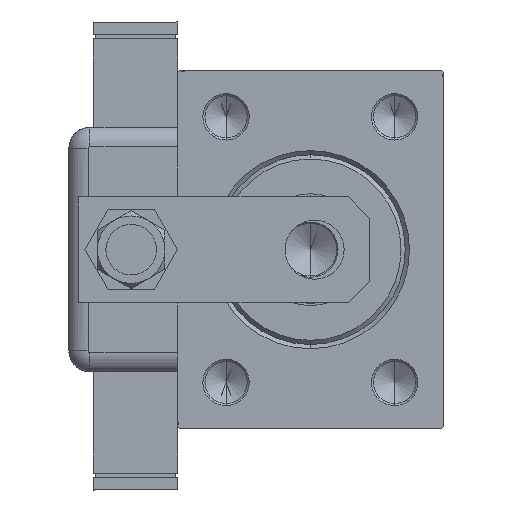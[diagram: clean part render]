
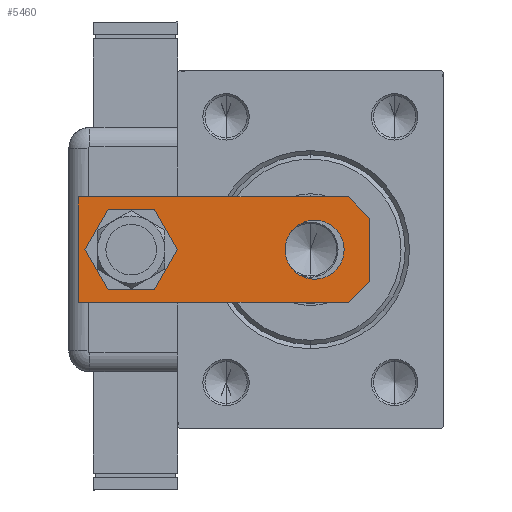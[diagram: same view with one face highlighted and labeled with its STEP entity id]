
A CAD part, left-side view. The second image highlights one B-rep face of the part: STEP entity #5460.
In plain terms, the highlighted face is planar.
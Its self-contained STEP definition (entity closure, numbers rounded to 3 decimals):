
#367 = CARTESIAN_POINT ( 'NONE',  ( 7., 56.5, 0. ) ) ;
#1266 = CARTESIAN_POINT ( 'NONE',  ( -12.5, 69., 0. ) ) ;
#1392 = DIRECTION ( 'NONE',  ( 1., 0., 0. ) ) ;
#2302 = EDGE_CURVE ( 'NONE', #17442, #44522, #37764, .T. ) ;
#2531 = FACE_BOUND ( 'NONE', #34242, .T. ) ;
#3092 = EDGE_CURVE ( 'NONE', #38556, #27430, #36099, .T. ) ;
#3771 = ORIENTED_EDGE ( 'NONE', *, *, #8822, .F. ) ;
#4717 = CARTESIAN_POINT ( 'NONE',  ( 7.5, 0., 0. ) ) ;
#4762 = CIRCLE ( 'NONE', #56196, 7. ) ;
#5252 = DIRECTION ( 'NONE',  ( 0., 0., 1. ) ) ;
#5460 = ADVANCED_FACE ( 'NONE', ( #35323, #34740, #2531 ), #25914, .F. ) ;
#5658 = DIRECTION ( 'NONE',  ( 1., 0., 0. ) ) ;
#6135 = CARTESIAN_POINT ( 'NONE',  ( 0., 13., 0. ) ) ;
#6861 = CARTESIAN_POINT ( 'NONE',  ( -12.5, 0., 0. ) ) ;
#7458 = LINE ( 'NONE', #25986, #48278 ) ;
#8289 = EDGE_CURVE ( 'NONE', #8612, #44522, #48492, .T. ) ;
#8612 = VERTEX_POINT ( 'NONE', #13542 ) ;
#8822 = EDGE_CURVE ( 'NONE', #13904, #28525, #16238, .T. ) ;
#10394 = ORIENTED_EDGE ( 'NONE', *, *, #27044, .T. ) ;
#10621 = LINE ( 'NONE', #56549, #24178 ) ;
#11809 = ORIENTED_EDGE ( 'NONE', *, *, #28602, .F. ) ;
#12233 = ORIENTED_EDGE ( 'NONE', *, *, #24469, .T. ) ;
#13542 = CARTESIAN_POINT ( 'NONE',  ( -7.5, 0., 0. ) ) ;
#13904 = VERTEX_POINT ( 'NONE', #30192 ) ;
#15016 = CARTESIAN_POINT ( 'NONE',  ( 7., 13., 0. ) ) ;
#15177 = DIRECTION ( 'NONE',  ( 0., 1., 0. ) ) ;
#15569 = CARTESIAN_POINT ( 'NONE',  ( 12.5, 5., 0. ) ) ;
#16238 = LINE ( 'NONE', #34760, #25618 ) ;
#16470 = CARTESIAN_POINT ( 'NONE',  ( 12.5, 5., 0. ) ) ;
#16596 = ORIENTED_EDGE ( 'NONE', *, *, #8289, .F. ) ;
#17442 = VERTEX_POINT ( 'NONE', #16470 ) ;
#18559 = CARTESIAN_POINT ( 'NONE',  ( -7., 13., 0. ) ) ;
#19935 = DIRECTION ( 'NONE',  ( 0., 0., 1. ) ) ;
#19998 = DIRECTION ( 'NONE',  ( 1., 0., 0. ) ) ;
#21857 = VERTEX_POINT ( 'NONE', #15016 ) ;
#23540 = AXIS2_PLACEMENT_3D ( 'NONE', #33673, #47366, #19998 ) ;
#23774 = LINE ( 'NONE', #1266, #59739 ) ;
#24178 = VECTOR ( 'NONE', #15177, 1000. ) ;
#24469 = EDGE_CURVE ( 'NONE', #21857, #55349, #4762, .T. ) ;
#25618 = VECTOR ( 'NONE', #30500, 1000. ) ;
#25914 = PLANE ( 'NONE',  #26435 ) ;
#25986 = CARTESIAN_POINT ( 'NONE',  ( -7.5, 0., 0. ) ) ;
#26435 = AXIS2_PLACEMENT_3D ( 'NONE', #39882, #44754, #58472 ) ;
#26640 = DIRECTION ( 'NONE',  ( 0., 0., 1. ) ) ;
#27044 = EDGE_CURVE ( 'NONE', #27430, #38556, #47569, .T. ) ;
#27430 = VERTEX_POINT ( 'NONE', #39941 ) ;
#28525 = VERTEX_POINT ( 'NONE', #51377 ) ;
#28602 = EDGE_CURVE ( 'NONE', #17442, #13904, #10621, .T. ) ;
#30192 = CARTESIAN_POINT ( 'NONE',  ( 12.5, 69., 0. ) ) ;
#30500 = DIRECTION ( 'NONE',  ( -1., 0., 0. ) ) ;
#31255 = EDGE_LOOP ( 'NONE', ( #16596, #55845, #52744, #3771, #11809, #42477 ) ) ;
#33673 = CARTESIAN_POINT ( 'NONE',  ( 0., 56.5, 0. ) ) ;
#33806 = DIRECTION ( 'NONE',  ( -0.707, -0.707, 0. ) ) ;
#34242 = EDGE_LOOP ( 'NONE', ( #43094, #12233 ) ) ;
#34740 = FACE_BOUND ( 'NONE', #44864, .T. ) ;
#34760 = CARTESIAN_POINT ( 'NONE',  ( 12.5, 69., 0. ) ) ;
#35323 = FACE_OUTER_BOUND ( 'NONE', #31255, .T. ) ;
#35335 = AXIS2_PLACEMENT_3D ( 'NONE', #6135, #5252, #42619 ) ;
#36099 = CIRCLE ( 'NONE', #23540, 7. ) ;
#37310 = ORIENTED_EDGE ( 'NONE', *, *, #3092, .T. ) ;
#37764 = LINE ( 'NONE', #15569, #56497 ) ;
#38556 = VERTEX_POINT ( 'NONE', #367 ) ;
#39882 = CARTESIAN_POINT ( 'NONE',  ( 0., 0., 0. ) ) ;
#39941 = CARTESIAN_POINT ( 'NONE',  ( -7., 56.5, 0. ) ) ;
#40616 = CARTESIAN_POINT ( 'NONE',  ( 0., 56.5, 0. ) ) ;
#40910 = CARTESIAN_POINT ( 'NONE',  ( -12.5, 5., 0. ) ) ;
#41230 = DIRECTION ( 'NONE',  ( 1., 0., 0. ) ) ;
#41878 = VERTEX_POINT ( 'NONE', #40910 ) ;
#42011 = DIRECTION ( 'NONE',  ( 0., -1., 0. ) ) ;
#42477 = ORIENTED_EDGE ( 'NONE', *, *, #2302, .T. ) ;
#42619 = DIRECTION ( 'NONE',  ( 1., 0., 0. ) ) ;
#43094 = ORIENTED_EDGE ( 'NONE', *, *, #45880, .T. ) ;
#44522 = VERTEX_POINT ( 'NONE', #4717 ) ;
#44533 = DIRECTION ( 'NONE',  ( -0.707, 0.707, 0. ) ) ;
#44754 = DIRECTION ( 'NONE',  ( 0., 0., 1. ) ) ;
#44864 = EDGE_LOOP ( 'NONE', ( #10394, #37310 ) ) ;
#45880 = EDGE_CURVE ( 'NONE', #55349, #21857, #53809, .T. ) ;
#47366 = DIRECTION ( 'NONE',  ( 0., 0., 1. ) ) ;
#47569 = CIRCLE ( 'NONE', #53406, 7. ) ;
#47657 = EDGE_CURVE ( 'NONE', #28525, #41878, #23774, .T. ) ;
#48278 = VECTOR ( 'NONE', #44533, 1000. ) ;
#48492 = LINE ( 'NONE', #6861, #53795 ) ;
#51377 = CARTESIAN_POINT ( 'NONE',  ( -12.5, 69., 0. ) ) ;
#52461 = CARTESIAN_POINT ( 'NONE',  ( 0., 13., 0. ) ) ;
#52744 = ORIENTED_EDGE ( 'NONE', *, *, #47657, .F. ) ;
#53406 = AXIS2_PLACEMENT_3D ( 'NONE', #40616, #26640, #41230 ) ;
#53795 = VECTOR ( 'NONE', #1392, 1000. ) ;
#53809 = CIRCLE ( 'NONE', #35335, 7. ) ;
#55349 = VERTEX_POINT ( 'NONE', #18559 ) ;
#55845 = ORIENTED_EDGE ( 'NONE', *, *, #56882, .T. ) ;
#56196 = AXIS2_PLACEMENT_3D ( 'NONE', #52461, #19935, #5658 ) ;
#56497 = VECTOR ( 'NONE', #33806, 1000. ) ;
#56549 = CARTESIAN_POINT ( 'NONE',  ( 12.5, 0., 0. ) ) ;
#56882 = EDGE_CURVE ( 'NONE', #8612, #41878, #7458, .T. ) ;
#58472 = DIRECTION ( 'NONE',  ( 1., 0., 0. ) ) ;
#59739 = VECTOR ( 'NONE', #42011, 1000. ) ;
